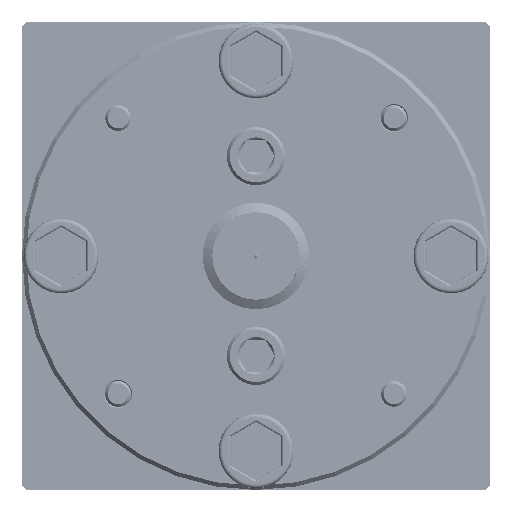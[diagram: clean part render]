
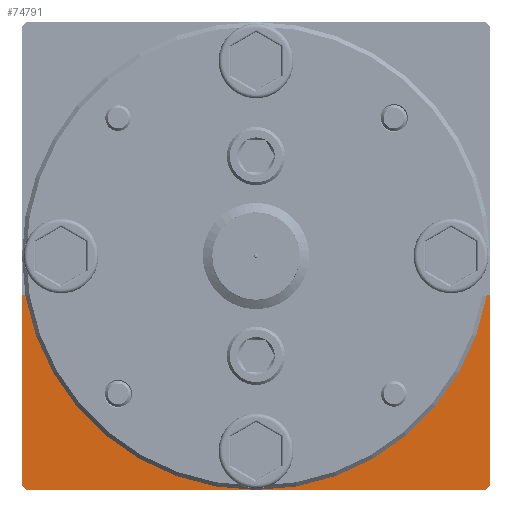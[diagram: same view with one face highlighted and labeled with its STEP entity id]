
A CAD part, left-side view. The second image highlights one B-rep face of the part: STEP entity #74791.
In plain terms, the highlighted planar face has unit normal (-1, 0, 0).
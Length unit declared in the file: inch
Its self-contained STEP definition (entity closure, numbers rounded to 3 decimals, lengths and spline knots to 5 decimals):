
#2341 = ORIENTED_EDGE ( 'NONE', *, *, #75525, .T. ) ;
#3776 = DIRECTION ( 'NONE',  ( -1., 0., 0. ) ) ;
#4607 = CARTESIAN_POINT ( 'NONE',  ( -3.12384, 0.53933, 0.89915 ) ) ;
#6031 = EDGE_CURVE ( 'NONE', #19929, #35281, #91620, .T. ) ;
#6730 = CARTESIAN_POINT ( 'NONE',  ( -3.12384, 0.30829, 0.66169 ) ) ;
#7250 = EDGE_LOOP ( 'NONE', ( #84558, #98688 ) ) ;
#7742 = CARTESIAN_POINT ( 'NONE',  ( -3.12384, 0.52933, 0.43065 ) ) ;
#8701 = CARTESIAN_POINT ( 'NONE',  ( -3.12384, 0.30829, 0.66169 ) ) ;
#10036 = LINE ( 'NONE', #7742, #65500 ) ;
#11001 = CARTESIAN_POINT ( 'NONE',  ( -3.12384, -0.58567, 0.43065 ) ) ;
#11555 = VERTEX_POINT ( 'NONE', #47168 ) ;
#11703 = EDGE_CURVE ( 'NONE', #45049, #105554, #12561, .T. ) ;
#12561 = LINE ( 'NONE', #38427, #42076 ) ;
#14091 = AXIS2_PLACEMENT_3D ( 'NONE', #138135, #140022, #116535 ) ;
#18018 = DIRECTION ( 'NONE',  ( 0., -0.707, 0.707 ) ) ;
#19929 = VERTEX_POINT ( 'NONE', #46473 ) ;
#26663 = EDGE_CURVE ( 'NONE', #124092, #142870, #33060, .T. ) ;
#26678 = CARTESIAN_POINT ( 'NONE',  ( -3.12384, -0.57567, 0.43065 ) ) ;
#27607 = VECTOR ( 'NONE', #46536, 39.37008 ) ;
#31012 = DIRECTION ( 'NONE',  ( -1., 0., 0. ) ) ;
#31652 = ORIENTED_EDGE ( 'NONE', *, *, #44830, .T. ) ;
#32688 = FACE_BOUND ( 'NONE', #119994, .T. ) ;
#33060 = CIRCLE ( 'NONE', #50024, 0.07 ) ;
#33147 = DIRECTION ( 'NONE',  ( 0., 1., 0. ) ) ;
#33281 = DIRECTION ( 'NONE',  ( 1., 0., 0. ) ) ;
#33351 = DIRECTION ( 'NONE',  ( 0., -0.707, -0.707 ) ) ;
#34484 = LINE ( 'NONE', #131567, #126105 ) ;
#35281 = VERTEX_POINT ( 'NONE', #123885 ) ;
#35605 = CARTESIAN_POINT ( 'NONE',  ( -3.12384, -0.02317, 0.5944 ) ) ;
#36187 = FACE_BOUND ( 'NONE', #7250, .T. ) ;
#38187 = AXIS2_PLACEMENT_3D ( 'NONE', #69584, #3776, #113962 ) ;
#38427 = CARTESIAN_POINT ( 'NONE',  ( -3.12384, 0.53933, 0.43065 ) ) ;
#39277 = DIRECTION ( 'NONE',  ( 0., 0., 1. ) ) ;
#42076 = VECTOR ( 'NONE', #49586, 39.37008 ) ;
#43013 = ORIENTED_EDGE ( 'NONE', *, *, #6031, .F. ) ;
#43492 = DIRECTION ( 'NONE',  ( 0., -1., 0. ) ) ;
#44830 = EDGE_CURVE ( 'NONE', #83354, #63354, #110101, .T. ) ;
#45049 = VERTEX_POINT ( 'NONE', #112904 ) ;
#45339 = AXIS2_PLACEMENT_3D ( 'NONE', #8701, #31012, #109642 ) ;
#45824 = VERTEX_POINT ( 'NONE', #53914 ) ;
#46473 = CARTESIAN_POINT ( 'NONE',  ( -3.12384, 0.30829, 0.69669 ) ) ;
#46477 = VERTEX_POINT ( 'NONE', #105233 ) ;
#46536 = DIRECTION ( 'NONE',  ( 0., 1., 0. ) ) ;
#47009 = AXIS2_PLACEMENT_3D ( 'NONE', #66185, #33281, #43492 ) ;
#47168 = CARTESIAN_POINT ( 'NONE',  ( -3.12384, -0.35462, 0.62169 ) ) ;
#47870 = VECTOR ( 'NONE', #54626, 39.37008 ) ;
#49586 = DIRECTION ( 'NONE',  ( 0., 0., 1. ) ) ;
#50024 = AXIS2_PLACEMENT_3D ( 'NONE', #60136, #91436, #39277 ) ;
#53914 = CARTESIAN_POINT ( 'NONE',  ( -3.12384, -0.35462, 0.70169 ) ) ;
#54626 = DIRECTION ( 'NONE',  ( 0., 0., 1. ) ) ;
#54687 = EDGE_LOOP ( 'NONE', ( #96923, #93787, #31652, #116737, #80403, #2341 ) ) ;
#57040 = VERTEX_POINT ( 'NONE', #26678 ) ;
#58666 = DIRECTION ( 'NONE',  ( -1., 0., 0. ) ) ;
#58731 = FACE_OUTER_BOUND ( 'NONE', #54687, .T. ) ;
#60136 = CARTESIAN_POINT ( 'NONE',  ( -3.12384, -0.02317, 0.5244 ) ) ;
#61026 = ORIENTED_EDGE ( 'NONE', *, *, #109695, .F. ) ;
#63052 = CARTESIAN_POINT ( 'NONE',  ( -3.12384, -0.57567, 0.43065 ) ) ;
#63354 = VERTEX_POINT ( 'NONE', #89034 ) ;
#64730 = CIRCLE ( 'NONE', #118909, 0.04 ) ;
#65500 = VECTOR ( 'NONE', #33351, 39.37008 ) ;
#66185 = CARTESIAN_POINT ( 'NONE',  ( -3.12384, 0.53933, 0.43065 ) ) ;
#69584 = CARTESIAN_POINT ( 'NONE',  ( -3.12384, -0.35462, 0.66169 ) ) ;
#70879 = LINE ( 'NONE', #63052, #88120 ) ;
#71892 = CIRCLE ( 'NONE', #45339, 0.035 ) ;
#73007 = DIRECTION ( 'NONE',  ( 0., 0., 1. ) ) ;
#73924 = AXIS2_PLACEMENT_3D ( 'NONE', #6730, #118352, #73007 ) ;
#74143 = EDGE_CURVE ( 'NONE', #57040, #83354, #70879, .T. ) ;
#74275 = EDGE_CURVE ( 'NONE', #63354, #105554, #108765, .T. ) ;
#74791 = ADVANCED_FACE ( 'NONE', ( #32688, #36187, #96537, #58731 ), #99403, .F. ) ;
#75525 = EDGE_CURVE ( 'NONE', #45049, #46477, #10036, .T. ) ;
#78220 = EDGE_LOOP ( 'NONE', ( #43013, #61026 ) ) ;
#80403 = ORIENTED_EDGE ( 'NONE', *, *, #11703, .F. ) ;
#82013 = EDGE_CURVE ( 'NONE', #142870, #124092, #130908, .T. ) ;
#83354 = VERTEX_POINT ( 'NONE', #131666 ) ;
#84558 = ORIENTED_EDGE ( 'NONE', *, *, #140970, .F. ) ;
#88120 = VECTOR ( 'NONE', #18018, 39.37008 ) ;
#89034 = CARTESIAN_POINT ( 'NONE',  ( -3.12384, -0.58567, 0.89915 ) ) ;
#90547 = EDGE_CURVE ( 'NONE', #11555, #45824, #64730, .T. ) ;
#91436 = DIRECTION ( 'NONE',  ( -1., 0., 0. ) ) ;
#91620 = CIRCLE ( 'NONE', #73924, 0.035 ) ;
#93787 = ORIENTED_EDGE ( 'NONE', *, *, #74143, .T. ) ;
#96537 = FACE_BOUND ( 'NONE', #78220, .T. ) ;
#96923 = ORIENTED_EDGE ( 'NONE', *, *, #105723, .F. ) ;
#98688 = ORIENTED_EDGE ( 'NONE', *, *, #90547, .F. ) ;
#99403 = PLANE ( 'NONE',  #47009 ) ;
#100566 = CARTESIAN_POINT ( 'NONE',  ( -3.12384, -0.35462, 0.66169 ) ) ;
#101955 = ORIENTED_EDGE ( 'NONE', *, *, #26663, .F. ) ;
#105233 = CARTESIAN_POINT ( 'NONE',  ( -3.12384, 0.52933, 0.43065 ) ) ;
#105554 = VERTEX_POINT ( 'NONE', #4607 ) ;
#105723 = EDGE_CURVE ( 'NONE', #57040, #46477, #34484, .T. ) ;
#108765 = LINE ( 'NONE', #122750, #27607 ) ;
#109642 = DIRECTION ( 'NONE',  ( 0., 0., 1. ) ) ;
#109695 = EDGE_CURVE ( 'NONE', #35281, #19929, #71892, .T. ) ;
#110101 = LINE ( 'NONE', #11001, #47870 ) ;
#110759 = CARTESIAN_POINT ( 'NONE',  ( -3.12384, -0.02317, 0.4544 ) ) ;
#112904 = CARTESIAN_POINT ( 'NONE',  ( -3.12384, 0.53933, 0.44065 ) ) ;
#113962 = DIRECTION ( 'NONE',  ( 0., 0., 1. ) ) ;
#116535 = DIRECTION ( 'NONE',  ( 0., 0., 1. ) ) ;
#116737 = ORIENTED_EDGE ( 'NONE', *, *, #74275, .T. ) ;
#118352 = DIRECTION ( 'NONE',  ( -1., 0., 0. ) ) ;
#118909 = AXIS2_PLACEMENT_3D ( 'NONE', #100566, #58666, #134737 ) ;
#119919 = CIRCLE ( 'NONE', #38187, 0.04 ) ;
#119994 = EDGE_LOOP ( 'NONE', ( #101955, #130583 ) ) ;
#122750 = CARTESIAN_POINT ( 'NONE',  ( -3.12384, 0.53933, 0.89915 ) ) ;
#123885 = CARTESIAN_POINT ( 'NONE',  ( -3.12384, 0.30829, 0.62669 ) ) ;
#124092 = VERTEX_POINT ( 'NONE', #35605 ) ;
#126105 = VECTOR ( 'NONE', #33147, 39.37008 ) ;
#130583 = ORIENTED_EDGE ( 'NONE', *, *, #82013, .F. ) ;
#130908 = CIRCLE ( 'NONE', #14091, 0.07 ) ;
#131567 = CARTESIAN_POINT ( 'NONE',  ( -3.12384, 0.53933, 0.43065 ) ) ;
#131666 = CARTESIAN_POINT ( 'NONE',  ( -3.12384, -0.58567, 0.44065 ) ) ;
#134737 = DIRECTION ( 'NONE',  ( 0., 0., 1. ) ) ;
#138135 = CARTESIAN_POINT ( 'NONE',  ( -3.12384, -0.02317, 0.5244 ) ) ;
#140022 = DIRECTION ( 'NONE',  ( -1., 0., 0. ) ) ;
#140970 = EDGE_CURVE ( 'NONE', #45824, #11555, #119919, .T. ) ;
#142870 = VERTEX_POINT ( 'NONE', #110759 ) ;
